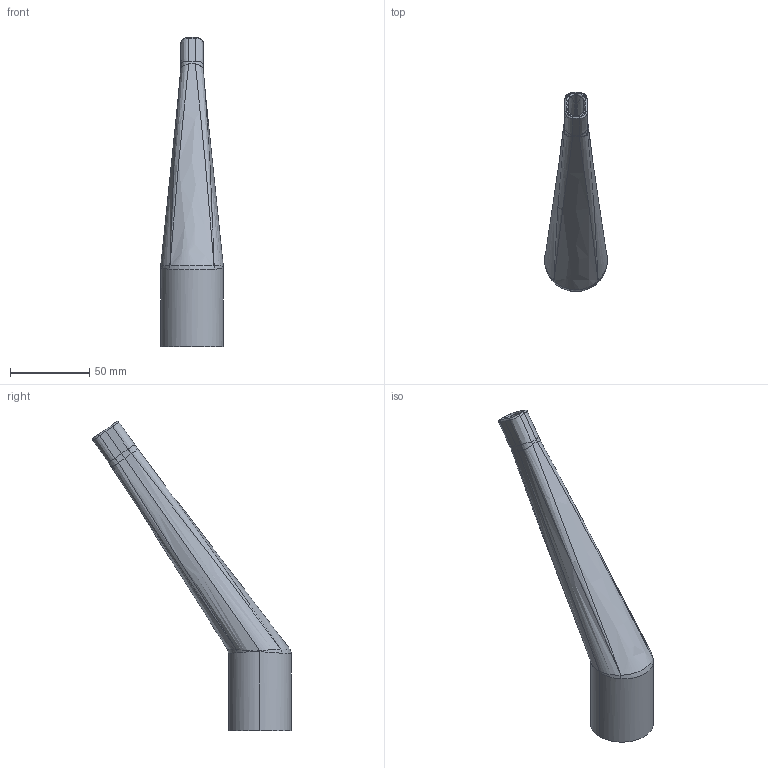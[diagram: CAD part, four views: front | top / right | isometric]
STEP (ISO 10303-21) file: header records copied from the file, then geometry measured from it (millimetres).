
FILE_DESCRIPTION(('CATIA V5 STEP Exchange','CAx-IF Rec.Pracs.--- Model Styling and Organization---1.5--- 2016-08-15','CAx-IF Rec.Pracs.---Supplemental Geometry---1.0---2011-11-01','CAx-IF Rec.Pracs.--- Composite Materials ---1.1---2010-07-15'),'2;1');
FILE_NAME('hubice vysavače proměná tloušťka.stp','2024-04-29T07:43:31+00:00',('none'),('SkodaTRN'),'CATIA Version 5-6 Release 2022 SP3','CATIA V5 STEP AP214 v2','none');
FILE_SCHEMA(('AUTOMOTIVE_DESIGN { 1 0 10303 214 1 1 1 1 }'));
Length unit declared in the file: millimetre
Products named in the file (1): CAT_V5_BP_245202, HUBICE PROMĚNNÁ TLOUŠŤKA
Bounding box: 39.5 x 125.05 x 194.6 mm (x, y, z)
Volume: 59898.1 mm3; surface area: 36895.8 mm2
Topology: 1 solids, 1 shells, 143 faces, 341 edges, 187 vertices
Faces by surface type: bspline 110, extrusion 12, plane 9, cylinder 8, sphere 4
Entity records: 15269 total; most frequent: CARTESIAN_POINT 13007, ORIENTED_EDGE 658, EDGE_CURVE 329, B_SPLINE_CURVE_WITH_KNOTS 302, VERTEX_POINT 187, EDGE_LOOP 144, ADVANCED_FACE 143, FACE_OUTER_BOUND 143
